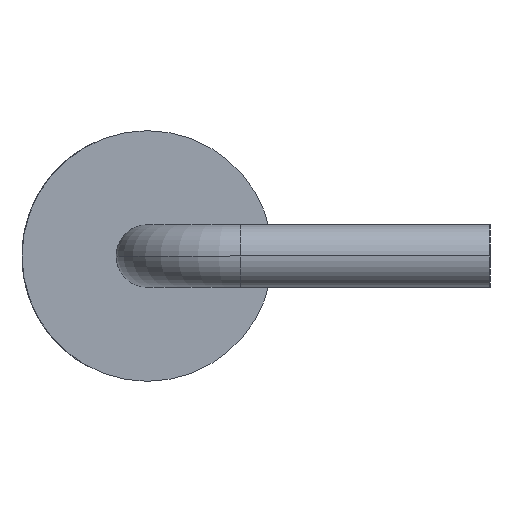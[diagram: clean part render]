
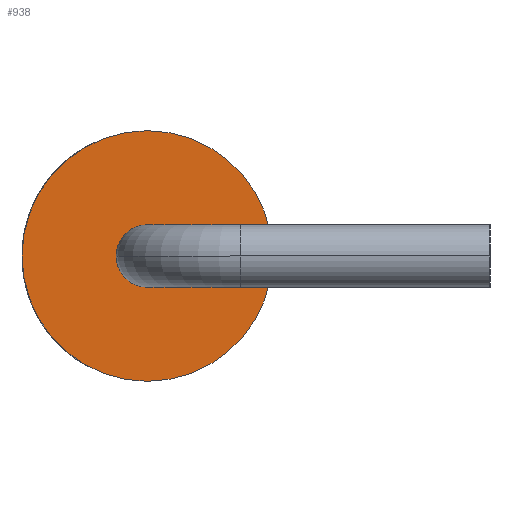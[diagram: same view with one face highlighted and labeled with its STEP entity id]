
A CAD part, left-side view. The second image highlights one B-rep face of the part: STEP entity #938.
In plain terms, the highlighted planar face has unit normal (-1, 0, 0).
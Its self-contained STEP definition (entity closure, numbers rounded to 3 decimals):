
#48 = DIRECTION ( 'NONE',  ( -1., 0., 0. ) ) ;
#72 = CARTESIAN_POINT ( 'NONE',  ( 2.235, 4.65, 0. ) ) ;
#141 = CARTESIAN_POINT ( 'NONE',  ( 2.235, 4.65, 0. ) ) ;
#408 = CIRCLE ( 'NONE', #3271, 2.65 ) ;
#483 = FACE_OUTER_BOUND ( 'NONE', #4572, .T. ) ;
#745 = DIRECTION ( 'NONE',  ( 1., 0., 0. ) ) ;
#785 = CIRCLE ( 'NONE', #4606, 0.66 ) ;
#856 = PLANE ( 'NONE',  #4303 ) ;
#929 = CARTESIAN_POINT ( 'NONE',  ( 2.235, 4.65, 2.65 ) ) ;
#935 = VERTEX_POINT ( 'NONE', #929 ) ;
#938 = ADVANCED_FACE ( 'NONE', ( #2701, #483 ), #856, .F. ) ;
#1032 = DIRECTION ( 'NONE',  ( 0., 0., -1. ) ) ;
#1067 = VERTEX_POINT ( 'NONE', #1333 ) ;
#1071 = EDGE_CURVE ( 'NONE', #1067, #1885, #2346, .T. ) ;
#1333 = CARTESIAN_POINT ( 'NONE',  ( 2.235, 5.31, 0. ) ) ;
#1602 = ORIENTED_EDGE ( 'NONE', *, *, #1071, .F. ) ;
#1819 = DIRECTION ( 'NONE',  ( 0., 0., -1. ) ) ;
#1878 = ORIENTED_EDGE ( 'NONE', *, *, #2011, .F. ) ;
#1885 = VERTEX_POINT ( 'NONE', #3087 ) ;
#2011 = EDGE_CURVE ( 'NONE', #935, #2122, #408, .T. ) ;
#2119 = EDGE_CURVE ( 'NONE', #1885, #1067, #785, .T. ) ;
#2122 = VERTEX_POINT ( 'NONE', #3250 ) ;
#2195 = DIRECTION ( 'NONE',  ( 0., 0., -1. ) ) ;
#2346 = CIRCLE ( 'NONE', #4594, 0.66 ) ;
#2406 = CARTESIAN_POINT ( 'NONE',  ( 2.235, 4.65, 0. ) ) ;
#2659 = DIRECTION ( 'NONE',  ( 1., 0., 0. ) ) ;
#2668 = CIRCLE ( 'NONE', #4094, 2.65 ) ;
#2701 = FACE_BOUND ( 'NONE', #4334, .T. ) ;
#2839 = ORIENTED_EDGE ( 'NONE', *, *, #3742, .F. ) ;
#3087 = CARTESIAN_POINT ( 'NONE',  ( 2.235, 3.99, 0. ) ) ;
#3250 = CARTESIAN_POINT ( 'NONE',  ( 2.235, 4.65, -2.65 ) ) ;
#3271 = AXIS2_PLACEMENT_3D ( 'NONE', #72, #745, #2195 ) ;
#3742 = EDGE_CURVE ( 'NONE', #2122, #935, #2668, .T. ) ;
#3829 = DIRECTION ( 'NONE',  ( -1., 0., 0. ) ) ;
#3850 = DIRECTION ( 'NONE',  ( 0., 0., -1. ) ) ;
#4094 = AXIS2_PLACEMENT_3D ( 'NONE', #4211, #4294, #1032 ) ;
#4096 = DIRECTION ( 'NONE',  ( 0., 0., -1. ) ) ;
#4211 = CARTESIAN_POINT ( 'NONE',  ( 2.235, 4.65, 0. ) ) ;
#4294 = DIRECTION ( 'NONE',  ( 1., 0., 0. ) ) ;
#4303 = AXIS2_PLACEMENT_3D ( 'NONE', #141, #2659, #4096 ) ;
#4334 = EDGE_LOOP ( 'NONE', ( #4552, #1602 ) ) ;
#4360 = CARTESIAN_POINT ( 'NONE',  ( 2.235, 4.65, 0. ) ) ;
#4552 = ORIENTED_EDGE ( 'NONE', *, *, #2119, .F. ) ;
#4572 = EDGE_LOOP ( 'NONE', ( #1878, #2839 ) ) ;
#4594 = AXIS2_PLACEMENT_3D ( 'NONE', #2406, #3829, #3850 ) ;
#4606 = AXIS2_PLACEMENT_3D ( 'NONE', #4360, #48, #1819 ) ;
